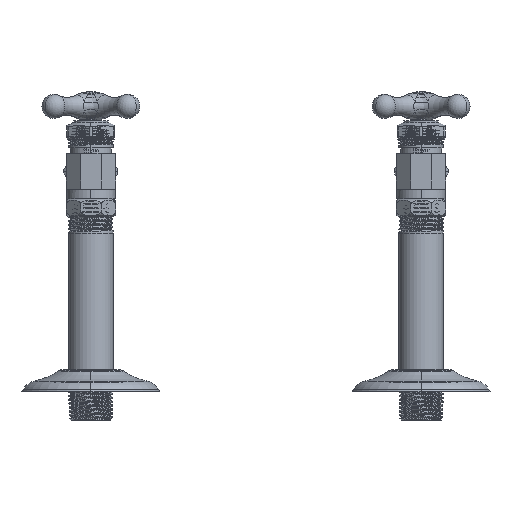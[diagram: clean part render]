
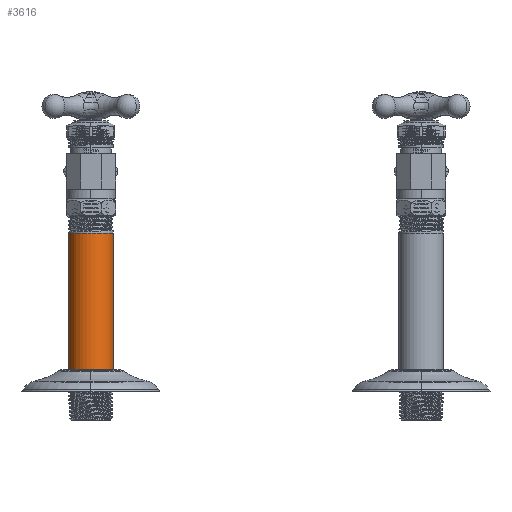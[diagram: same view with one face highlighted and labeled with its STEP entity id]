
A CAD part, front view. The second image highlights one B-rep face of the part: STEP entity #3616.
In plain terms, the highlighted cylindrical face has radius 10.3 mm (diameter 20.599 mm), a partial arc.
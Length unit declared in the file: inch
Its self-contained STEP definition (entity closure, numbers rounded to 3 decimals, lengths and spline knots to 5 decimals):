
#2=DIRECTION('',(0.,0.,1.));
#3=VECTOR('',#2,2.8);
#4=CARTESIAN_POINT('',(-0.4055,0.,-3.925));
#5=LINE('',#4,#3);
#6=DIRECTION('',(0.,0.,-1.));
#7=VECTOR('',#6,2.8);
#8=CARTESIAN_POINT('',(0.4055,0.,-1.125));
#9=LINE('',#8,#7);
#30=CARTESIAN_POINT('',(0.,0.,-3.925));
#31=DIRECTION('',(0.,0.,1.));
#32=DIRECTION('',(-1.,0.,0.));
#33=AXIS2_PLACEMENT_3D('',#30,#31,#32);
#58=CARTESIAN_POINT('',(0.,0.,-3.925));
#59=DIRECTION('',(0.,0.,1.));
#60=DIRECTION('',(0.,-1.,0.));
#61=AXIS2_PLACEMENT_3D('',#58,#59,#60);
#1042=CARTESIAN_POINT('',(0.,0.,-1.125));
#1043=DIRECTION('',(0.,0.,-1.));
#1044=DIRECTION('',(1.,0.,0.));
#1045=AXIS2_PLACEMENT_3D('',#1042,#1043,#1044);
#3239=CARTESIAN_POINT('',(0.,0.,-1.125));
#3240=DIRECTION('',(0.,0.,-1.));
#3241=DIRECTION('',(0.,-1.,0.));
#3242=AXIS2_PLACEMENT_3D('',#3239,#3240,#3241);
#3370=CARTESIAN_POINT('',(0.,-0.4055,-1.125));
#3371=VERTEX_POINT('',#3370);
#3372=CARTESIAN_POINT('',(-0.4055,0.,-1.125));
#3373=VERTEX_POINT('',#3372);
#3406=CARTESIAN_POINT('',(0.4055,0.,-1.125));
#3407=VERTEX_POINT('',#3406);
#3416=CARTESIAN_POINT('',(-0.4055,0.,-3.925));
#3418=VERTEX_POINT('',#3416);
#3419=CARTESIAN_POINT('',(0.4055,0.,-3.925));
#3420=VERTEX_POINT('',#3419);
#3422=CARTESIAN_POINT('',(0.,-0.4055,-3.925));
#3423=VERTEX_POINT('',#3422);
#3597=CARTESIAN_POINT('',(0.,0.,-3.981));
#3598=DIRECTION('',(0.,0.,1.));
#3599=DIRECTION('',(1.,0.,0.));
#3600=AXIS2_PLACEMENT_3D('',#3597,#3598,#3599);
#3601=CYLINDRICAL_SURFACE('',#3600,0.4055);
#3603=ORIENTED_EDGE('',*,*,#3602,.F.);
#3605=ORIENTED_EDGE('',*,*,#3604,.T.);
#3607=ORIENTED_EDGE('',*,*,#3606,.F.);
#3609=ORIENTED_EDGE('',*,*,#3608,.F.);
#3611=ORIENTED_EDGE('',*,*,#3610,.T.);
#3613=ORIENTED_EDGE('',*,*,#3612,.F.);
#3614=EDGE_LOOP('',(#3603,#3605,#3607,#3609,#3611,#3613));
#3615=FACE_OUTER_BOUND('',#3614,.F.);
#3616=ADVANCED_FACE('',(#3615),#3601,.T.);
#34=CIRCLE('',#33,0.4055);
#62=CIRCLE('',#61,0.4055);
#1046=CIRCLE('',#1045,0.4055);
#3243=CIRCLE('',#3242,0.4055);
#3602=EDGE_CURVE('',#3418,#3423,#34,.T.);
#3604=EDGE_CURVE('',#3418,#3373,#5,.T.);
#3606=EDGE_CURVE('',#3371,#3373,#3243,.T.);
#3608=EDGE_CURVE('',#3407,#3371,#1046,.T.);
#3610=EDGE_CURVE('',#3407,#3420,#9,.T.);
#3612=EDGE_CURVE('',#3423,#3420,#62,.T.);
